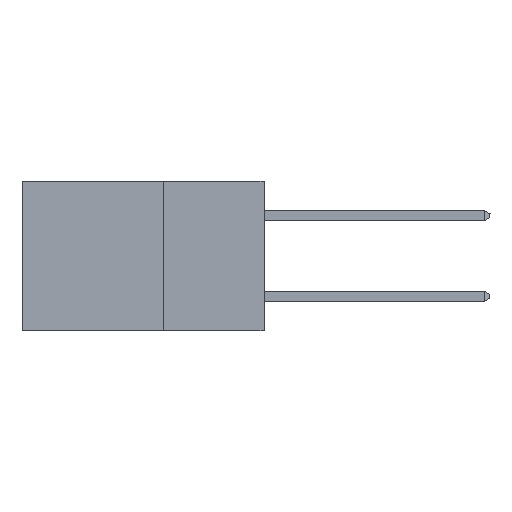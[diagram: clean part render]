
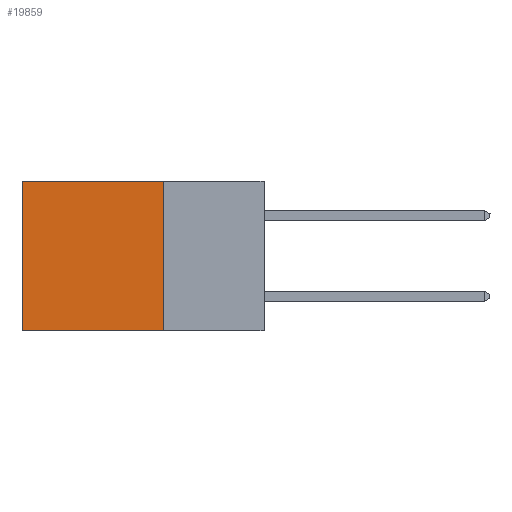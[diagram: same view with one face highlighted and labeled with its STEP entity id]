
A CAD part, left-side view. The second image highlights one B-rep face of the part: STEP entity #19859.
In plain terms, the highlighted planar face has unit normal (-1, 0, 0).
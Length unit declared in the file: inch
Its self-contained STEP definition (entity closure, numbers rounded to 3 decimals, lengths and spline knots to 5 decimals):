
#543 = VECTOR ( 'NONE', #24373, 39.37008 ) ;
#1649 = CARTESIAN_POINT ( 'NONE',  ( 0.298, 0.6, 0. ) ) ;
#2733 = EDGE_CURVE ( 'NONE', #11234, #9096, #22311, .T. ) ;
#3020 = EDGE_CURVE ( 'NONE', #11234, #7006, #27039, .T. ) ;
#3253 = LINE ( 'NONE', #7513, #16124 ) ;
#6775 = DIRECTION ( 'NONE',  ( 0., 0., -1. ) ) ;
#7006 = VERTEX_POINT ( 'NONE', #32988 ) ;
#7513 = CARTESIAN_POINT ( 'NONE',  ( 0.298, 0.25, -0.37 ) ) ;
#8172 = ORIENTED_EDGE ( 'NONE', *, *, #2733, .T. ) ;
#8685 = EDGE_LOOP ( 'NONE', ( #28463, #18635, #15976, #8172 ) ) ;
#9096 = VERTEX_POINT ( 'NONE', #26970 ) ;
#9403 = LINE ( 'NONE', #1649, #29756 ) ;
#9485 = CARTESIAN_POINT ( 'NONE',  ( 0.298, 0.6, -0.37 ) ) ;
#9994 = DIRECTION ( 'NONE',  ( 0., 1., 0. ) ) ;
#11234 = VERTEX_POINT ( 'NONE', #18571 ) ;
#15976 = ORIENTED_EDGE ( 'NONE', *, *, #3020, .F. ) ;
#16124 = VECTOR ( 'NONE', #9994, 39.37008 ) ;
#16763 = EDGE_CURVE ( 'NONE', #9096, #16775, #9403, .T. ) ;
#16775 = VERTEX_POINT ( 'NONE', #9485 ) ;
#18571 = CARTESIAN_POINT ( 'NONE',  ( 0.298, 0.25, 0. ) ) ;
#18635 = ORIENTED_EDGE ( 'NONE', *, *, #18706, .F. ) ;
#18706 = EDGE_CURVE ( 'NONE', #7006, #16775, #3253, .T. ) ;
#19859 = ADVANCED_FACE ( 'NONE', ( #29538 ), #29657, .F. ) ;
#20047 = AXIS2_PLACEMENT_3D ( 'NONE', #24566, #22106, #6775 ) ;
#22106 = DIRECTION ( 'NONE',  ( 1., 0., 0. ) ) ;
#22228 = DIRECTION ( 'NONE',  ( 0., 0., -1. ) ) ;
#22311 = LINE ( 'NONE', #25727, #29062 ) ;
#24373 = DIRECTION ( 'NONE',  ( 0., 0., -1. ) ) ;
#24566 = CARTESIAN_POINT ( 'NONE',  ( 0.298, 0.25, 0. ) ) ;
#25727 = CARTESIAN_POINT ( 'NONE',  ( 0.298, 0.25, 0. ) ) ;
#26970 = CARTESIAN_POINT ( 'NONE',  ( 0.298, 0.6, 0. ) ) ;
#27039 = LINE ( 'NONE', #33110, #543 ) ;
#28463 = ORIENTED_EDGE ( 'NONE', *, *, #16763, .T. ) ;
#29062 = VECTOR ( 'NONE', #29977, 39.37008 ) ;
#29538 = FACE_OUTER_BOUND ( 'NONE', #8685, .T. ) ;
#29657 = PLANE ( 'NONE',  #20047 ) ;
#29756 = VECTOR ( 'NONE', #22228, 39.37008 ) ;
#29977 = DIRECTION ( 'NONE',  ( 0., 1., 0. ) ) ;
#32988 = CARTESIAN_POINT ( 'NONE',  ( 0.298, 0.25, -0.37 ) ) ;
#33110 = CARTESIAN_POINT ( 'NONE',  ( 0.298, 0.25, 0. ) ) ;
